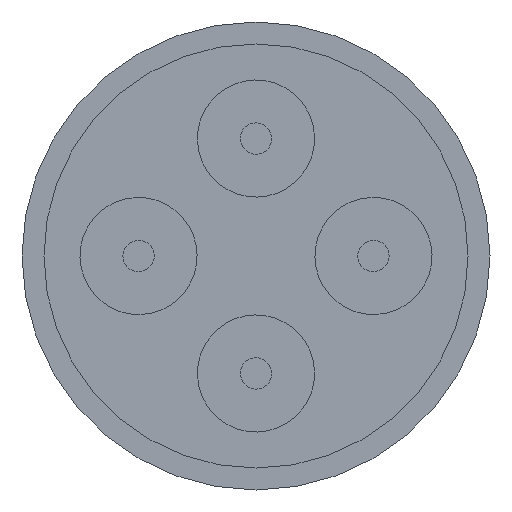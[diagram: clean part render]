
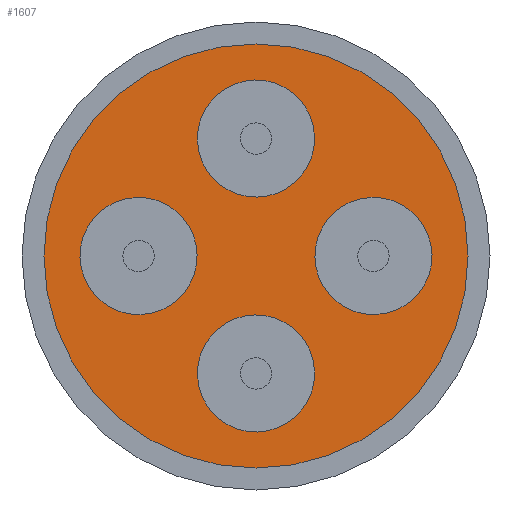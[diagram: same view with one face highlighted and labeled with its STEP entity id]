
A CAD part, front view. The second image highlights one B-rep face of the part: STEP entity #1607.
In plain terms, the highlighted planar face has unit normal (0, -1, 0).
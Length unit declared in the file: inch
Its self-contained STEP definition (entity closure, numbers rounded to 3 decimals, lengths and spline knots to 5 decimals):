
#55 = DIRECTION ( 'NONE',  ( 0., 0., -1. ) ) ;
#56 = EDGE_CURVE ( 'NONE', #1052, #303, #754, .T. ) ;
#95 = DIRECTION ( 'NONE',  ( 0., 1., 0. ) ) ;
#101 = FACE_BOUND ( 'NONE', #658, .T. ) ;
#124 = CARTESIAN_POINT ( 'NONE',  ( 0., 0.315, -0.1875 ) ) ;
#141 = AXIS2_PLACEMENT_3D ( 'NONE', #1354, #1031, #55 ) ;
#142 = CARTESIAN_POINT ( 'NONE',  ( 0., 0.315, 0.1875 ) ) ;
#208 = DIRECTION ( 'NONE',  ( 0., 0., -1. ) ) ;
#240 = CARTESIAN_POINT ( 'NONE',  ( 0., 0.315, 0.3385 ) ) ;
#285 = DIRECTION ( 'NONE',  ( 0., 1., 0. ) ) ;
#297 = CIRCLE ( 'NONE', #1080, 0.0935 ) ;
#302 = DIRECTION ( 'NONE',  ( 0., 1., 0. ) ) ;
#303 = VERTEX_POINT ( 'NONE', #371 ) ;
#312 = DIRECTION ( 'NONE',  ( 0., 0., -1. ) ) ;
#315 = EDGE_CURVE ( 'NONE', #1361, #1520, #769, .T. ) ;
#330 = CIRCLE ( 'NONE', #1931, 0.0935 ) ;
#351 = CIRCLE ( 'NONE', #1954, 0.3385 ) ;
#371 = CARTESIAN_POINT ( 'NONE',  ( 0., 0.315, -0.3385 ) ) ;
#398 = CARTESIAN_POINT ( 'NONE',  ( 0.1875, 0.315, 0. ) ) ;
#461 = EDGE_CURVE ( 'NONE', #2108, #1994, #596, .T. ) ;
#475 = EDGE_CURVE ( 'NONE', #303, #1052, #351, .T. ) ;
#480 = ORIENTED_EDGE ( 'NONE', *, *, #1973, .T. ) ;
#515 = VERTEX_POINT ( 'NONE', #1743 ) ;
#545 = CARTESIAN_POINT ( 'NONE',  ( 0., 0.315, -0.1875 ) ) ;
#550 = DIRECTION ( 'NONE',  ( 0., 1., 0. ) ) ;
#565 = CIRCLE ( 'NONE', #806, 0.0935 ) ;
#596 = CIRCLE ( 'NONE', #864, 0.0935 ) ;
#606 = EDGE_CURVE ( 'NONE', #1350, #515, #1851, .T. ) ;
#622 = ORIENTED_EDGE ( 'NONE', *, *, #56, .T. ) ;
#626 = DIRECTION ( 'NONE',  ( 0., 0., -1. ) ) ;
#658 = EDGE_LOOP ( 'NONE', ( #2079, #480 ) ) ;
#662 = AXIS2_PLACEMENT_3D ( 'NONE', #142, #1804, #312 ) ;
#737 = CARTESIAN_POINT ( 'NONE',  ( -0.15773, 0.315, 0.08864 ) ) ;
#754 = CIRCLE ( 'NONE', #141, 0.3385 ) ;
#757 = FACE_BOUND ( 'NONE', #1261, .T. ) ;
#769 = CIRCLE ( 'NONE', #1213, 0.0935 ) ;
#786 = FACE_OUTER_BOUND ( 'NONE', #1795, .T. ) ;
#796 = CIRCLE ( 'NONE', #831, 0.0935 ) ;
#806 = AXIS2_PLACEMENT_3D ( 'NONE', #1800, #302, #1949 ) ;
#827 = DIRECTION ( 'NONE',  ( 0., -1., 0. ) ) ;
#831 = AXIS2_PLACEMENT_3D ( 'NONE', #124, #1452, #626 ) ;
#864 = AXIS2_PLACEMENT_3D ( 'NONE', #1034, #1545, #208 ) ;
#893 = CARTESIAN_POINT ( 'NONE',  ( -0.08864, 0.315, 0.21727 ) ) ;
#941 = DIRECTION ( 'NONE',  ( 0., 0., -1. ) ) ;
#950 = AXIS2_PLACEMENT_3D ( 'NONE', #2111, #1623, #1435 ) ;
#954 = ORIENTED_EDGE ( 'NONE', *, *, #461, .T. ) ;
#961 = VERTEX_POINT ( 'NONE', #1013 ) ;
#1013 = CARTESIAN_POINT ( 'NONE',  ( 0.15773, 0.315, -0.08864 ) ) ;
#1028 = EDGE_CURVE ( 'NONE', #1579, #961, #297, .T. ) ;
#1031 = DIRECTION ( 'NONE',  ( 0., -1., 0. ) ) ;
#1034 = CARTESIAN_POINT ( 'NONE',  ( -0.1875, 0.315, 0. ) ) ;
#1052 = VERTEX_POINT ( 'NONE', #240 ) ;
#1057 = CARTESIAN_POINT ( 'NONE',  ( -0.21727, 0.315, -0.08864 ) ) ;
#1080 = AXIS2_PLACEMENT_3D ( 'NONE', #398, #550, #1872 ) ;
#1092 = ORIENTED_EDGE ( 'NONE', *, *, #2146, .F. ) ;
#1108 = ORIENTED_EDGE ( 'NONE', *, *, #1028, .T. ) ;
#1193 = DIRECTION ( 'NONE',  ( 0., -1., 0. ) ) ;
#1198 = CARTESIAN_POINT ( 'NONE',  ( 0.08864, 0.315, -0.21727 ) ) ;
#1207 = DIRECTION ( 'NONE',  ( 0., 0., -1. ) ) ;
#1213 = AXIS2_PLACEMENT_3D ( 'NONE', #545, #827, #1207 ) ;
#1218 = ORIENTED_EDGE ( 'NONE', *, *, #1503, .T. ) ;
#1261 = EDGE_LOOP ( 'NONE', ( #954, #1891 ) ) ;
#1266 = CIRCLE ( 'NONE', #2021, 0.0935 ) ;
#1273 = PLANE ( 'NONE',  #950 ) ;
#1346 = EDGE_LOOP ( 'NONE', ( #1108, #1218 ) ) ;
#1350 = VERTEX_POINT ( 'NONE', #893 ) ;
#1354 = CARTESIAN_POINT ( 'NONE',  ( 0., 0.315, 0. ) ) ;
#1361 = VERTEX_POINT ( 'NONE', #1198 ) ;
#1420 = CARTESIAN_POINT ( 'NONE',  ( 0., 0.315, 0. ) ) ;
#1426 = FACE_BOUND ( 'NONE', #1901, .T. ) ;
#1435 = DIRECTION ( 'NONE',  ( 0., 0., 1. ) ) ;
#1450 = ORIENTED_EDGE ( 'NONE', *, *, #315, .F. ) ;
#1452 = DIRECTION ( 'NONE',  ( 0., -1., 0. ) ) ;
#1456 = DIRECTION ( 'NONE',  ( 0., 0., -1. ) ) ;
#1503 = EDGE_CURVE ( 'NONE', #961, #1579, #565, .T. ) ;
#1520 = VERTEX_POINT ( 'NONE', #1769 ) ;
#1545 = DIRECTION ( 'NONE',  ( 0., 1., 0. ) ) ;
#1579 = VERTEX_POINT ( 'NONE', #1624 ) ;
#1607 = ADVANCED_FACE ( 'NONE', ( #101, #757, #1426, #1611, #786 ), #1273, .T. ) ;
#1611 = FACE_BOUND ( 'NONE', #1346, .T. ) ;
#1623 = DIRECTION ( 'NONE',  ( 0., -1., 0. ) ) ;
#1624 = CARTESIAN_POINT ( 'NONE',  ( 0.21727, 0.315, 0.08864 ) ) ;
#1677 = EDGE_CURVE ( 'NONE', #1994, #2108, #1266, .T. ) ;
#1743 = CARTESIAN_POINT ( 'NONE',  ( 0.08864, 0.315, 0.15773 ) ) ;
#1769 = CARTESIAN_POINT ( 'NONE',  ( -0.08864, 0.315, -0.15773 ) ) ;
#1795 = EDGE_LOOP ( 'NONE', ( #622, #1895 ) ) ;
#1800 = CARTESIAN_POINT ( 'NONE',  ( 0.1875, 0.315, 0. ) ) ;
#1804 = DIRECTION ( 'NONE',  ( 0., 1., 0. ) ) ;
#1851 = CIRCLE ( 'NONE', #662, 0.0935 ) ;
#1863 = DIRECTION ( 'NONE',  ( 0., 0., -1. ) ) ;
#1872 = DIRECTION ( 'NONE',  ( 0., 0., -1. ) ) ;
#1891 = ORIENTED_EDGE ( 'NONE', *, *, #1677, .T. ) ;
#1895 = ORIENTED_EDGE ( 'NONE', *, *, #475, .T. ) ;
#1901 = EDGE_LOOP ( 'NONE', ( #1450, #1092 ) ) ;
#1931 = AXIS2_PLACEMENT_3D ( 'NONE', #2081, #95, #1456 ) ;
#1949 = DIRECTION ( 'NONE',  ( 0., 0., -1. ) ) ;
#1954 = AXIS2_PLACEMENT_3D ( 'NONE', #1420, #1193, #1863 ) ;
#1973 = EDGE_CURVE ( 'NONE', #515, #1350, #330, .T. ) ;
#1994 = VERTEX_POINT ( 'NONE', #737 ) ;
#2021 = AXIS2_PLACEMENT_3D ( 'NONE', #2084, #285, #941 ) ;
#2079 = ORIENTED_EDGE ( 'NONE', *, *, #606, .T. ) ;
#2081 = CARTESIAN_POINT ( 'NONE',  ( 0., 0.315, 0.1875 ) ) ;
#2084 = CARTESIAN_POINT ( 'NONE',  ( -0.1875, 0.315, 0. ) ) ;
#2108 = VERTEX_POINT ( 'NONE', #1057 ) ;
#2111 = CARTESIAN_POINT ( 'NONE',  ( 0.3575, 0.315, 0. ) ) ;
#2146 = EDGE_CURVE ( 'NONE', #1520, #1361, #796, .T. ) ;
